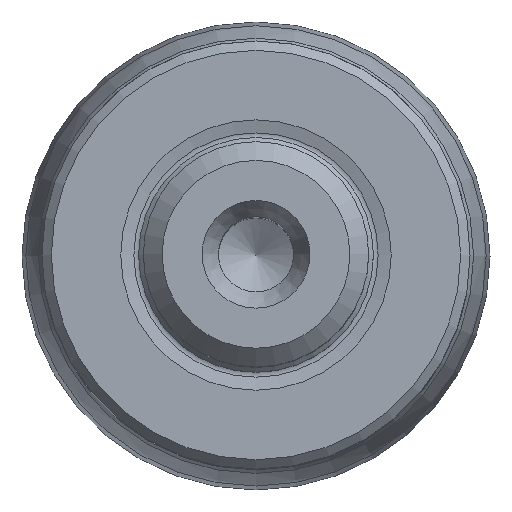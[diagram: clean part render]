
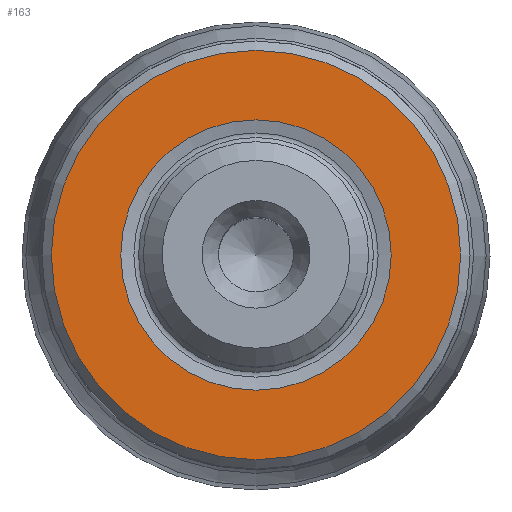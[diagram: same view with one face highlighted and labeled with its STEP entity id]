
A CAD part, top view. The second image highlights one B-rep face of the part: STEP entity #163.
In plain terms, the highlighted planar face has unit normal (0, 0, 1).
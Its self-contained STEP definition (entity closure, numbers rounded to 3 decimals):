
#51=PLANE('',#892);
#163=ADVANCED_FACE('',(#407,#408),#51,.T.);
#319=CIRCLE('',#889,10.9);
#320=CIRCLE('',#891,7.199);
#407=FACE_BOUND('',#509,.T.);
#408=FACE_BOUND('',#510,.T.);
#509=EDGE_LOOP('',(#635));
#510=EDGE_LOOP('',(#636));
#635=ORIENTED_EDGE('',*,*,#815,.T.);
#636=ORIENTED_EDGE('',*,*,#814,.F.);
#748=VERTEX_POINT('',#1626);
#749=VERTEX_POINT('',#1629);
#814=EDGE_CURVE('',#748,#748,#319,.T.);
#815=EDGE_CURVE('',#749,#749,#320,.T.);
#889=AXIS2_PLACEMENT_3D('',#1625,#1061,#1062);
#891=AXIS2_PLACEMENT_3D('',#1628,#1065,#1066);
#892=AXIS2_PLACEMENT_3D('',#1630,#1067,#1068);
#1061=DIRECTION('',(0.,0.,-1.));
#1062=DIRECTION('',(-1.,0.,0.));
#1065=DIRECTION('',(0.,0.,-1.));
#1066=DIRECTION('',(-1.,0.,0.));
#1067=DIRECTION('',(0.,0.,1.));
#1068=DIRECTION('',(1.,0.,0.));
#1625=CARTESIAN_POINT('',(0.,0.,0.));
#1626=CARTESIAN_POINT('',(-10.9,0.,0.));
#1628=CARTESIAN_POINT('',(0.,0.,0.));
#1629=CARTESIAN_POINT('',(-7.199,0.,0.));
#1630=CARTESIAN_POINT('',(10.9,0.,0.));
